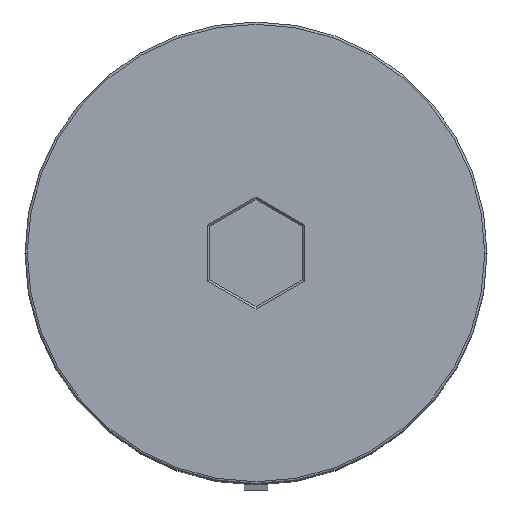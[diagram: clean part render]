
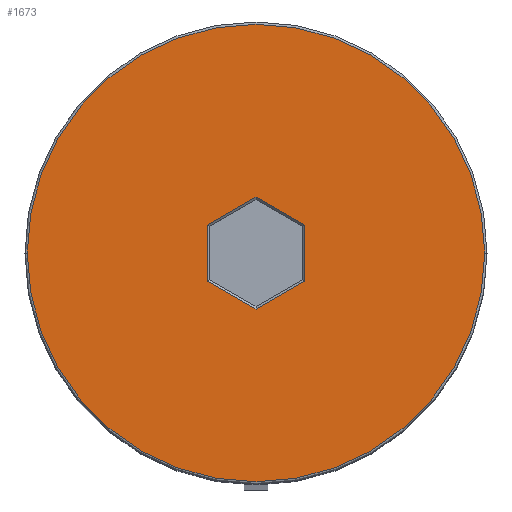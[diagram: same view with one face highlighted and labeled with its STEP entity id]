
A CAD part, top view. The second image highlights one B-rep face of the part: STEP entity #1673.
In plain terms, the highlighted planar face has unit normal (0, 0, 1).
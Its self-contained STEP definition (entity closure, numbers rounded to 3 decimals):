
#11 = CIRCLE ( 'NONE', #279, 9.9 ) ;
#21 = ORIENTED_EDGE ( 'NONE', *, *, #1484, .T. ) ;
#52 = EDGE_LOOP ( 'NONE', ( #2032, #1443, #1149, #123, #311, #732 ) ) ;
#56 = CARTESIAN_POINT ( 'NONE',  ( -2.1, -1.212, 0. ) ) ;
#110 = ORIENTED_EDGE ( 'NONE', *, *, #2048, .T. ) ;
#123 = ORIENTED_EDGE ( 'NONE', *, *, #269, .T. ) ;
#130 = LINE ( 'NONE', #439, #1265 ) ;
#131 = CARTESIAN_POINT ( 'NONE',  ( 0., 0., 0. ) ) ;
#138 = DIRECTION ( 'NONE',  ( 0., 0., 1. ) ) ;
#152 = VECTOR ( 'NONE', #1860, 1000. ) ;
#179 = CIRCLE ( 'NONE', #2038, 9.9 ) ;
#180 = DIRECTION ( 'NONE',  ( 0., -1., 0. ) ) ;
#190 = VERTEX_POINT ( 'NONE', #1980 ) ;
#192 = VERTEX_POINT ( 'NONE', #56 ) ;
#224 = LINE ( 'NONE', #1989, #783 ) ;
#230 = CARTESIAN_POINT ( 'NONE',  ( 2.1, 1.212, 0. ) ) ;
#269 = EDGE_CURVE ( 'NONE', #1261, #1868, #2037, .T. ) ;
#279 = AXIS2_PLACEMENT_3D ( 'NONE', #1221, #138, #1431 ) ;
#311 = ORIENTED_EDGE ( 'NONE', *, *, #1651, .T. ) ;
#314 = VERTEX_POINT ( 'NONE', #393 ) ;
#319 = LINE ( 'NONE', #1637, #1850 ) ;
#323 = CARTESIAN_POINT ( 'NONE',  ( 2.1, -1.212, 0. ) ) ;
#340 = DIRECTION ( 'NONE',  ( -0.866, 0.5, 0. ) ) ;
#392 = VERTEX_POINT ( 'NONE', #1103 ) ;
#393 = CARTESIAN_POINT ( 'NONE',  ( 0., -2.425, 0. ) ) ;
#439 = CARTESIAN_POINT ( 'NONE',  ( 0.05, -2.396, 0. ) ) ;
#457 = DIRECTION ( 'NONE',  ( 0., 0., 1. ) ) ;
#567 = DIRECTION ( 'NONE',  ( 0., 0., 1. ) ) ;
#572 = VERTEX_POINT ( 'NONE', #323 ) ;
#713 = AXIS2_PLACEMENT_3D ( 'NONE', #131, #567, #1404 ) ;
#732 = ORIENTED_EDGE ( 'NONE', *, *, #1220, .T. ) ;
#741 = VERTEX_POINT ( 'NONE', #230 ) ;
#783 = VECTOR ( 'NONE', #1824, 1000. ) ;
#861 = LINE ( 'NONE', #869, #152 ) ;
#869 = CARTESIAN_POINT ( 'NONE',  ( 2.05, 1.241, 0. ) ) ;
#917 = EDGE_CURVE ( 'NONE', #572, #314, #130, .T. ) ;
#987 = CARTESIAN_POINT ( 'NONE',  ( 0., 2.425, 0. ) ) ;
#1103 = CARTESIAN_POINT ( 'NONE',  ( 9.9, 0., 0. ) ) ;
#1149 = ORIENTED_EDGE ( 'NONE', *, *, #1537, .T. ) ;
#1216 = DIRECTION ( 'NONE',  ( 0.866, 0.5, 0. ) ) ;
#1220 = EDGE_CURVE ( 'NONE', #741, #572, #319, .T. ) ;
#1221 = CARTESIAN_POINT ( 'NONE',  ( 0., 0., 0. ) ) ;
#1231 = PLANE ( 'NONE',  #713 ) ;
#1261 = VERTEX_POINT ( 'NONE', #1284 ) ;
#1265 = VECTOR ( 'NONE', #1626, 1000. ) ;
#1281 = CARTESIAN_POINT ( 'NONE',  ( 0., 0., 0. ) ) ;
#1284 = CARTESIAN_POINT ( 'NONE',  ( -2.1, 1.212, 0. ) ) ;
#1321 = LINE ( 'NONE', #1806, #1709 ) ;
#1404 = DIRECTION ( 'NONE',  ( 1., 0., 0. ) ) ;
#1427 = EDGE_LOOP ( 'NONE', ( #110, #21 ) ) ;
#1430 = EDGE_CURVE ( 'NONE', #314, #192, #1321, .T. ) ;
#1431 = DIRECTION ( 'NONE',  ( 1., 0., 0. ) ) ;
#1443 = ORIENTED_EDGE ( 'NONE', *, *, #1430, .T. ) ;
#1484 = EDGE_CURVE ( 'NONE', #190, #392, #179, .T. ) ;
#1537 = EDGE_CURVE ( 'NONE', #192, #1261, #224, .T. ) ;
#1550 = CARTESIAN_POINT ( 'NONE',  ( -0.05, 2.396, 0. ) ) ;
#1626 = DIRECTION ( 'NONE',  ( -0.866, -0.5, 0. ) ) ;
#1637 = CARTESIAN_POINT ( 'NONE',  ( 2.1, -1.155, 0. ) ) ;
#1651 = EDGE_CURVE ( 'NONE', #1868, #741, #861, .T. ) ;
#1673 = ADVANCED_FACE ( 'NONE', ( #1734, #1745 ), #1231, .T. ) ;
#1709 = VECTOR ( 'NONE', #340, 1000. ) ;
#1734 = FACE_OUTER_BOUND ( 'NONE', #1427, .T. ) ;
#1745 = FACE_BOUND ( 'NONE', #52, .T. ) ;
#1761 = DIRECTION ( 'NONE',  ( 1., 0., 0. ) ) ;
#1803 = VECTOR ( 'NONE', #1216, 1000. ) ;
#1806 = CARTESIAN_POINT ( 'NONE',  ( -2.05, -1.241, 0. ) ) ;
#1824 = DIRECTION ( 'NONE',  ( 0., 1., 0. ) ) ;
#1850 = VECTOR ( 'NONE', #180, 1000. ) ;
#1860 = DIRECTION ( 'NONE',  ( 0.866, -0.5, 0. ) ) ;
#1868 = VERTEX_POINT ( 'NONE', #987 ) ;
#1980 = CARTESIAN_POINT ( 'NONE',  ( -9.9, 0., 0. ) ) ;
#1989 = CARTESIAN_POINT ( 'NONE',  ( -2.1, 1.155, 0. ) ) ;
#2032 = ORIENTED_EDGE ( 'NONE', *, *, #917, .T. ) ;
#2037 = LINE ( 'NONE', #1550, #1803 ) ;
#2038 = AXIS2_PLACEMENT_3D ( 'NONE', #1281, #457, #1761 ) ;
#2048 = EDGE_CURVE ( 'NONE', #392, #190, #11, .T. ) ;
